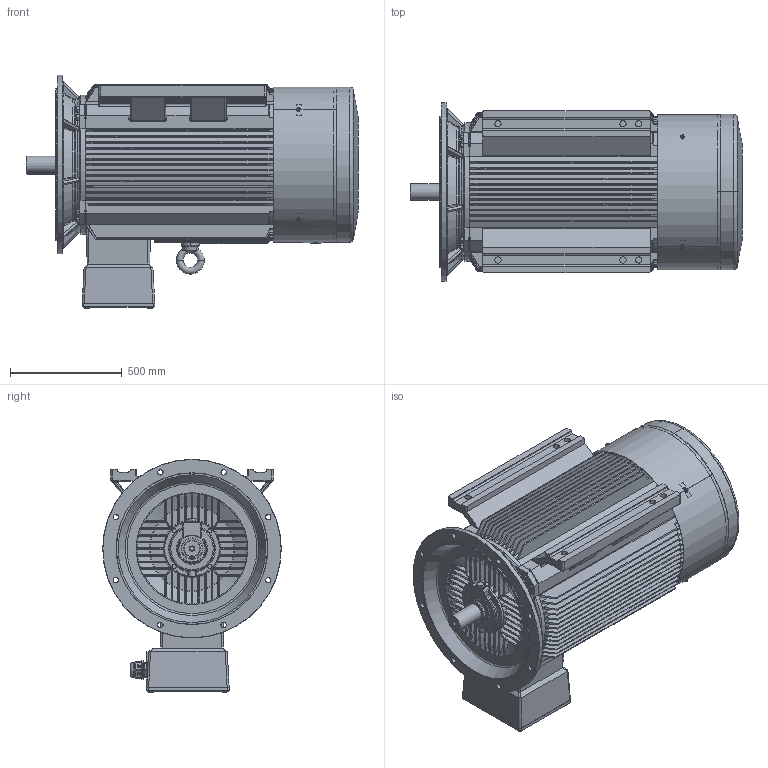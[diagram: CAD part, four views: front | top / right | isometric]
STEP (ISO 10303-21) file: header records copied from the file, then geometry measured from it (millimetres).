
FILE_DESCRIPTION(/* description */ (''),/* implementation_level */ '2;1');
FILE_NAME(/* name */ 'JM2-355M.L-2-B35.stp',/* time_stamp */ '2019-01-30T10:10:57+08:00',/* author */ (''),/* organization */ (''),/* preprocessor_version */ 'ST-DEVELOPER v16.7',/* originating_system */ 'SIEMENS PLM Software NX 12.0',/* authorisation */ '');
FILE_SCHEMA (('AP203_CONFIGURATION_CONTROLLED_3D_DESIGN_OF_MECHANICAL_PARTS_AND_ASSEMBLIES_MIM_LF { 1 0 10303 403 2 1 2}'));
Products named in the file (1): JM2-355M.L-2-B35
Bounding box: 1487.06 x 800.24 x 1045.21 mm (x, y, z)
Volume: 124148561.2 mm3; surface area: 16807135.3 mm2
Topology: 46 solids, 47 shells, 5587 faces, 15170 edges, 9855 vertices
Faces by surface type: plane 3461, cylinder 932, cone 585, torus 350, bspline 233, sphere 21, revolution 5
Full cylindrical faces by diameter (mm): 2 x1, 10 x2, 12 x8, 18 x1, 20 x9, 28 x2, 36 x1, 43.312 x2, 45 x1, 51.188 x4, 61.031 x12, 63 x4, 64.969 x12, 67.922 x2, 71 x1, 75 x2, 80 x1, 83.672 x2, 91 x4, 95 x6, 108 x2, 110 x1, 118 x1, 120 x2, 162 x1, 200 x2, 250 x2, 594 x1, 600 x1, 680 x1
Entity records: 197027 total; most frequent: CARTESIAN_POINT 53417, ORIENTED_EDGE 29910, DIRECTION 25722, EDGE_CURVE 14955, LINE 9851, VECTOR 9851, VERTEX_POINT 9781, AXIS2_PLACEMENT_3D 7933
